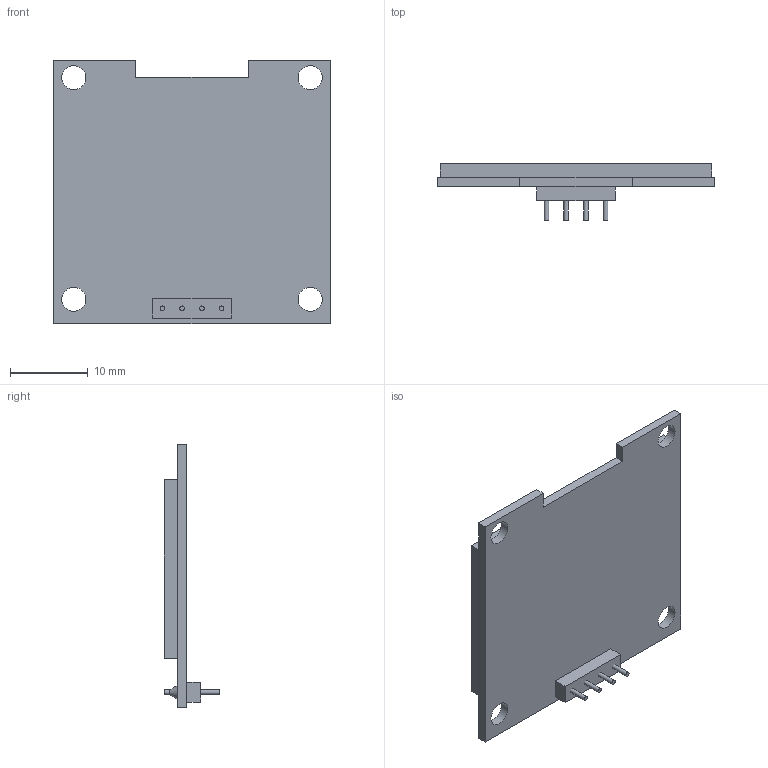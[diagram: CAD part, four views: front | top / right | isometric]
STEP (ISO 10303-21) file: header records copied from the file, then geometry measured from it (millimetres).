
FILE_DESCRIPTION(('STEP AP214'), '1');
FILE_NAME('Display_OLED_SSD1306_1.3inch', '2023-09-27T12:31:03', (''), (''), 'ASCON STEP Converter 1.3', 'ASCON Math Kernel', '');
FILE_SCHEMA(('AUTOMOTIVE_DESIGN { 1 0 10303 214 3 1 1}'));
Length unit declared in the file: millimetre
Products named in the file (1): 2
Bounding box: 35.7 x 7.2 x 34 mm (x, y, z)
Volume: 2802.2 mm3; surface area: 2863.6 mm2
Topology: 2 solids, 2 shells, 50 faces, 104 edges, 68 vertices
Faces by surface type: plane 34, cylinder 12, cone 4
Full cylindrical faces by diameter (mm): 0.595 x8, 3.1 x4
Entity records: 1902 total; most frequent: CARTESIAN_POINT 623, DIRECTION 210, ORIENTED_EDGE 176, EDGE_CURVE 88, EDGE_LOOP 84, AXIS2_PLACEMENT_3D 75, VERTEX_POINT 68, LINE 60
